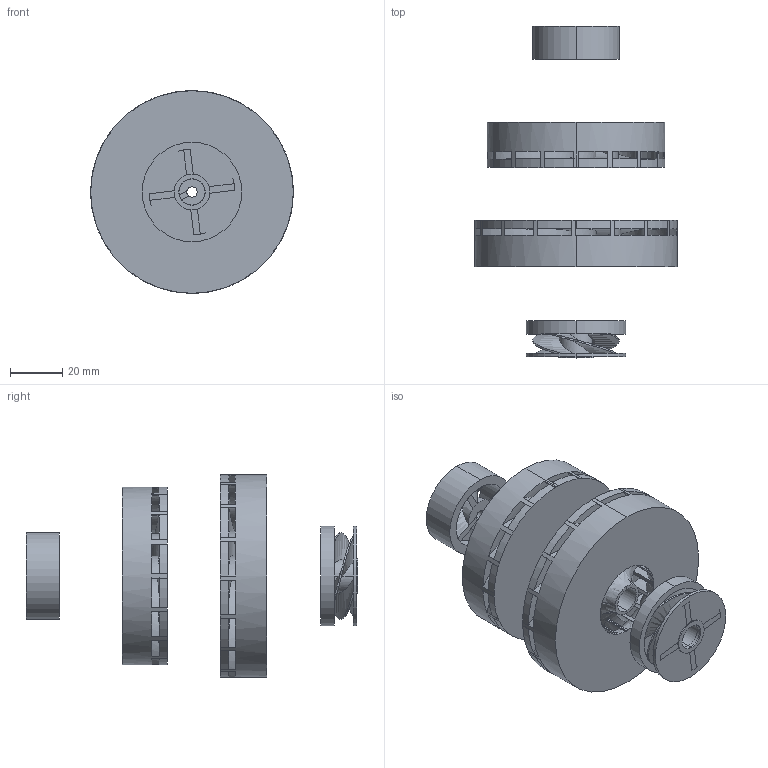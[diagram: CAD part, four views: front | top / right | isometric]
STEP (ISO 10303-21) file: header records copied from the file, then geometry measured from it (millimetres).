
FILE_DESCRIPTION (( 'STEP AP214' ), '1' );
FILE_NAME ('[TP] [Pump] Impeller and Inducer FEM.STEP', '2024-03-27T16:40:11', ( '' ), ( '' ), 'SwSTEP 2.0', 'SolidWorks 2023', '' );
FILE_SCHEMA (( 'AUTOMOTIVE_DESIGN' ));
Length unit declared in the file: millimetre
Products named in the file (5): [TP] [Pump] [Ox] Inducer; [TP] [Pump] [Fuel] Impeller; [TP] [Pump] [Ox] Impeller; [TP] [Pump] Impeller and Inducer FEM; [TP] [Pump] [Fuel] Inducer
Assembly tree (4 placements, depth 2):
  [TP] [Pump] Impeller and Inducer FEM
    [TP] [Pump] [Fuel] Impeller
    [TP] [Pump] [Fuel] Inducer
    [TP] [Pump] [Ox] Impeller
    [TP] [Pump] [Ox] Inducer
Bounding box: 77.53 x 126.95 x 77.53 mm (x, y, z)
Volume: 123163.6 mm3; surface area: 58658.4 mm2
Topology: 7 solids, 7 shells, 387 faces, 1190 edges, 751 vertices
Faces by surface type: cylinder 171, bspline 167, plane 35, cone 10, torus 4
Entity records: 29208 total; most frequent: CARTESIAN_POINT 19611, ORIENTED_EDGE 2380, DIRECTION 1533, EDGE_CURVE 1190, VERTEX_POINT 751, AXIS2_PLACEMENT_3D 601, B_SPLINE_CURVE_WITH_KNOTS 452, EDGE_LOOP 399
